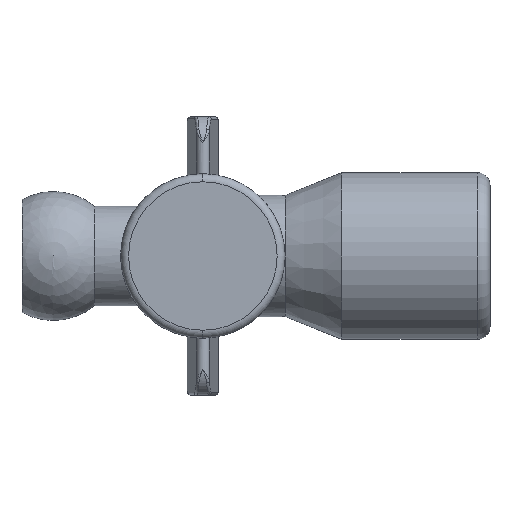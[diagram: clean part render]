
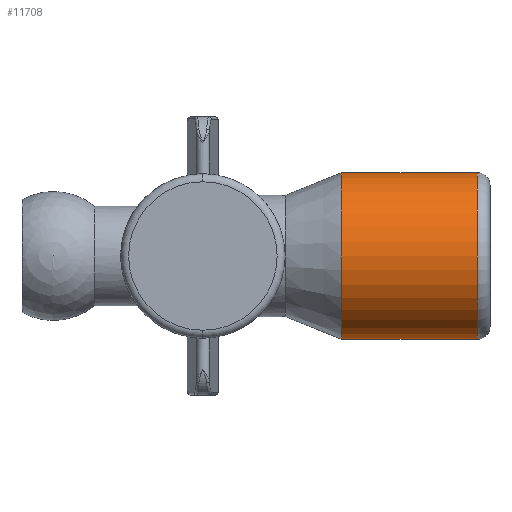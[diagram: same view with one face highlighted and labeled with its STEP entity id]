
A CAD part, front view. The second image highlights one B-rep face of the part: STEP entity #11708.
In plain terms, the highlighted cylindrical face has radius 8.128 mm (diameter 16.256 mm), a partial arc.
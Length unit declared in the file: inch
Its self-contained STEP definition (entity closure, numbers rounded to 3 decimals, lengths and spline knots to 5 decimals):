
#11381 = EDGE_CURVE ( 'NONE', #11490, #11484, #13143, .T. ) ;
#11389 = EDGE_CURVE ( 'NONE', #11493, #11484, #13128, .T. ) ;
#11484 = VERTEX_POINT ( 'NONE', #13399 ) ;
#11490 = VERTEX_POINT ( 'NONE', #13456 ) ;
#11492 = EDGE_CURVE ( 'NONE', #11496, #11493, #13455, .T. ) ;
#11493 = VERTEX_POINT ( 'NONE', #13451 ) ;
#11496 = VERTEX_POINT ( 'NONE', #13450 ) ;
#11708 = ADVANCED_FACE ( 'NONE', ( #13966 ), #13965, .T. ) ;
#11709 = EDGE_LOOP ( 'NONE', ( #11710, #11711, #11713, #11714 ) ) ;
#11710 = ORIENTED_EDGE ( 'NONE', *, *, #11492, .F. ) ;
#11711 = ORIENTED_EDGE ( 'NONE', *, *, #11712, .T. ) ;
#11712 = EDGE_CURVE ( 'NONE', #11496, #11490, #13964, .T. ) ;
#11713 = ORIENTED_EDGE ( 'NONE', *, *, #11381, .T. ) ;
#11714 = ORIENTED_EDGE ( 'NONE', *, *, #11389, .F. ) ;
#13124 = DIRECTION ( 'NONE',  ( 0., 0., -1. ) ) ;
#13125 = DIRECTION ( 'NONE',  ( 1., 0., 0. ) ) ;
#13126 = CARTESIAN_POINT ( 'NONE',  ( 0.409, 0., 0. ) ) ;
#13127 = AXIS2_PLACEMENT_3D ( 'NONE', #13126, #13125, #13124 ) ;
#13128 = CIRCLE ( 'NONE', #13127, 0.32 ) ;
#13140 = DIRECTION ( 'NONE',  ( 1., 0., 0. ) ) ;
#13141 = VECTOR ( 'NONE', #13140, 39.37008 ) ;
#13142 = CARTESIAN_POINT ( 'NONE',  ( 0., 0., -0.32 ) ) ;
#13143 = LINE ( 'NONE', #13142, #13141 ) ;
#13399 = CARTESIAN_POINT ( 'NONE',  ( 0.409, 0., -0.32 ) ) ;
#13450 = CARTESIAN_POINT ( 'NONE',  ( -0.11243, 0., 0.32 ) ) ;
#13451 = CARTESIAN_POINT ( 'NONE',  ( 0.409, 0., 0.32 ) ) ;
#13452 = DIRECTION ( 'NONE',  ( 1., 0., 0. ) ) ;
#13453 = VECTOR ( 'NONE', #13452, 39.37008 ) ;
#13454 = CARTESIAN_POINT ( 'NONE',  ( 0., 0., 0.32 ) ) ;
#13455 = LINE ( 'NONE', #13454, #13453 ) ;
#13456 = CARTESIAN_POINT ( 'NONE',  ( -0.11243, 0., -0.32 ) ) ;
#13956 = DIRECTION ( 'NONE',  ( 0., 0., -1. ) ) ;
#13957 = DIRECTION ( 'NONE',  ( 1., 0., 0. ) ) ;
#13958 = CARTESIAN_POINT ( 'NONE',  ( -0.11243, 0., 0. ) ) ;
#13959 = AXIS2_PLACEMENT_3D ( 'NONE', #13958, #13957, #13956 ) ;
#13960 = DIRECTION ( 'NONE',  ( 0., 0., -1. ) ) ;
#13961 = DIRECTION ( 'NONE',  ( 1., 0., 0. ) ) ;
#13962 = CARTESIAN_POINT ( 'NONE',  ( 0., 0., 0. ) ) ;
#13963 = AXIS2_PLACEMENT_3D ( 'NONE', #13962, #13961, #13960 ) ;
#13964 = CIRCLE ( 'NONE', #13959, 0.32 ) ;
#13965 = CYLINDRICAL_SURFACE ( 'NONE', #13963, 0.32 ) ;
#13966 = FACE_OUTER_BOUND ( 'NONE', #11709, .T. ) ;
